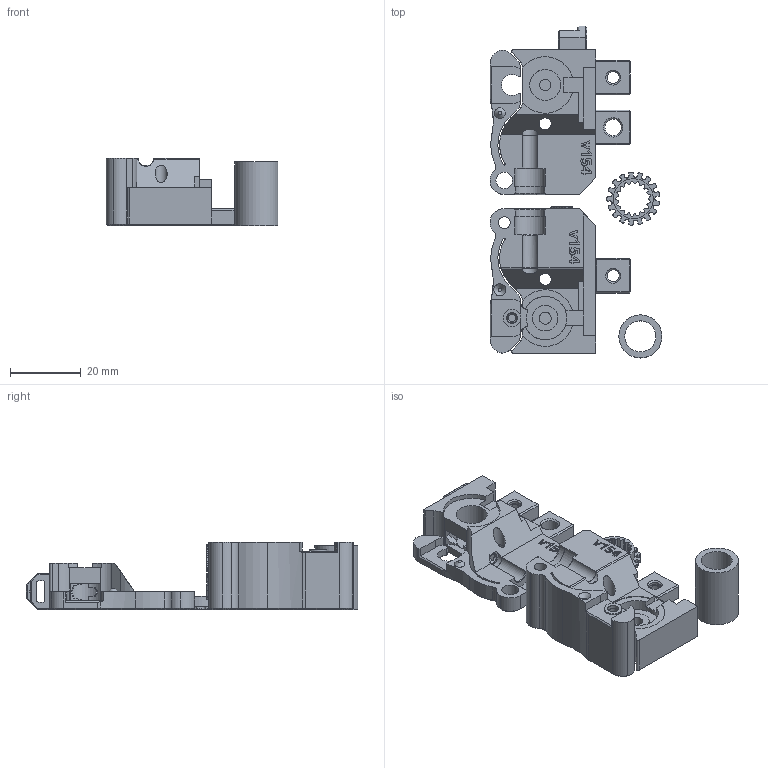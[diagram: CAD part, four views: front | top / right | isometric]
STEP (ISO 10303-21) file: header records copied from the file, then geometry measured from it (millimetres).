
FILE_DESCRIPTION(/* description */ (''),/* implementation_level */ '2;1');
FILE_NAME(/* name */ 'EncoderCart - Binky v154.step',/* time_stamp */ '2023-04-22T23:45:09+02:00',/* author */ (''),/* organization */ (''),/* preprocessor_version */ 'ST-DEVELOPER v19.2',/* originating_system */ 'Autodesk Translation Framework v12.4.0.73',/* authorisation */ '');
FILE_SCHEMA (('AUTOMOTIVE_DESIGN { 1 0 10303 214 3 1 1 }'));
Length unit declared in the file: millimetre
Products named in the file (3): EncoderCart - Binky; SlottedWheel; SlottedWheel Tool
Assembly tree (2 placements, depth 2):
  EncoderCart - Binky
    SlottedWheel
    SlottedWheel Tool
Bounding box: 48.65 x 93.97 x 19 mm (x, y, z)
Volume: 25196.6 mm3; surface area: 14706.7 mm2
Topology: 4 solids, 4 shells, 945 faces, 2522 edges, 1605 vertices
Faces by surface type: plane 435, cylinder 236, bspline 207, cone 61, torus 6
Full cylindrical faces by diameter (mm): 1.75 x1, 2 x3, 2.7 x1, 2.8 x1, 3.1 x2, 3.2 x1, 3.4 x7, 4.7 x3, 5 x1, 6 x4, 6.2 x1, 7.25 x1, 8.8 x2, 11.3 x1, 12.2 x1
Entity records: 32982 total; most frequent: CARTESIAN_POINT 10111, ORIENTED_EDGE 5042, DIRECTION 4295, EDGE_CURVE 2521, VERTEX_POINT 1605, LINE 1483, VECTOR 1483, AXIS2_PLACEMENT_3D 1406
